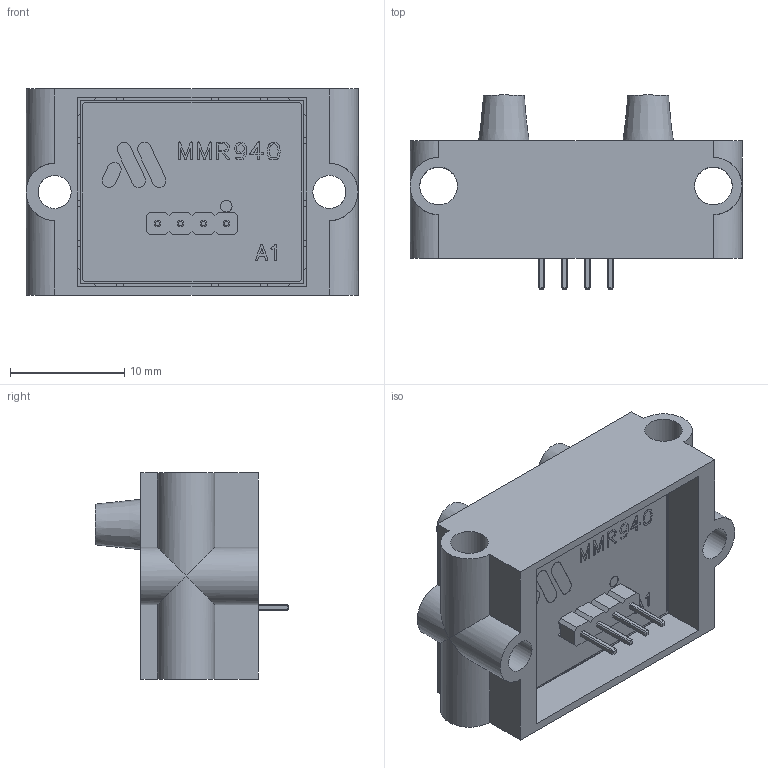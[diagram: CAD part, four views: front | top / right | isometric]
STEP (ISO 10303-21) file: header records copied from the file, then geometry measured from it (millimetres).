
FILE_DESCRIPTION (( 'STEP AP214' ), '1' );
FILE_NAME ('MMR940.STP', '2022-12-16T08:20:58', ( '' ), ( '' ), 'SwSTEP 2.0', 'SolidWorks 2021', '' );
FILE_SCHEMA (( 'AUTOMOTIVE_DESIGN' ));
Length unit declared in the file: millimetre
Products named in the file (1): MMR940
Bounding box: 29 x 16.93 x 18 mm (x, y, z)
Volume: 2043.1 mm3; surface area: 5817.2 mm2
Topology: 10 solids, 10 shells, 635 faces, 1753 edges, 1152 vertices
Faces by surface type: plane 541, cylinder 92, cone 2
Full cylindrical faces by diameter (mm): 0.8 x5, 1 x2, 1.2 x4, 1.4 x4, 2.6 x3, 2.9 x4, 3.3 x2
Entity records: 27561 total; most frequent: CARTESIAN_POINT 4361, ORIENTED_EDGE 3450, DIRECTION 3041, EDGE_CURVE 1725, LINE 1417, VECTOR 1417, VERTEX_POINT 1150, AXIS2_PLACEMENT_3D 812
